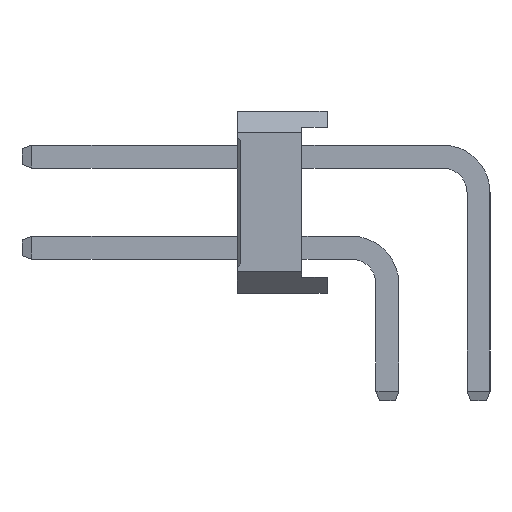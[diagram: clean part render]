
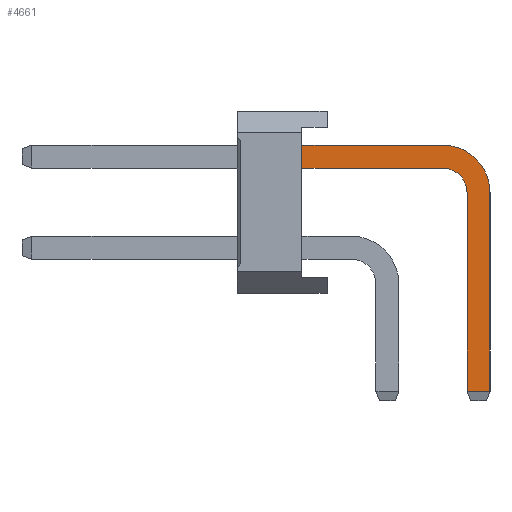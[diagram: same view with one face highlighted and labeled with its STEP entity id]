
A CAD part, left-side view. The second image highlights one B-rep face of the part: STEP entity #4661.
In plain terms, the highlighted planar face has unit normal (-1, 0, 0).
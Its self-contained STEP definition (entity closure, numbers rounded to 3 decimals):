
#4661=ADVANCED_FACE('',(#15059),#15061,.T.);
#15059=FACE_BOUND('',#15060,.T.);
#15060=EDGE_LOOP('',(#23265,#23266,#23267,#23268,#23269,#23270,#23271,#23272));
#15061=PLANE('',#15062);
#15062=AXIS2_PLACEMENT_3D('',#15063,#15064,#15065);
#15063=CARTESIAN_POINT('',(-0.32,-2.22,-3.));
#15064=DIRECTION('',(-1.,0.,0.));
#15065=DIRECTION('',(0.,-1.,0.));
#23265=ORIENTED_EDGE('',*,*,#28282,.T.);
#23266=ORIENTED_EDGE('',*,*,#28283,.T.);
#23267=ORIENTED_EDGE('',*,*,#28284,.T.);
#23268=ORIENTED_EDGE('',*,*,#28285,.T.);
#23269=ORIENTED_EDGE('',*,*,#26963,.T.);
#23270=ORIENTED_EDGE('',*,*,#28281,.F.);
#23271=ORIENTED_EDGE('',*,*,#28286,.F.);
#23272=ORIENTED_EDGE('',*,*,#28287,.F.);
#26963=EDGE_CURVE('',#30646,#30644,#30647,.T.);
#28281=EDGE_CURVE('',#32726,#30644,#32728,.T.);
#28282=EDGE_CURVE('',#32729,#32730,#32731,.T.);
#28283=EDGE_CURVE('',#32730,#32732,#32733,.T.);
#28284=EDGE_CURVE('',#32732,#32734,#32735,.T.);
#28285=EDGE_CURVE('',#32734,#30646,#32736,.T.);
#28286=EDGE_CURVE('',#32737,#32726,#32738,.T.);
#28287=EDGE_CURVE('',#32729,#32737,#32739,.T.);
#30644=VERTEX_POINT('',#36866);
#30646=VERTEX_POINT('',#36870);
#30647=LINE('',#36871,#36872);
#32726=VERTEX_POINT('',#41670);
#32728=LINE('',#41674,#41675);
#32729=VERTEX_POINT('',#41677);
#32730=VERTEX_POINT('',#41678);
#32731=LINE('',#41679,#41680);
#32732=VERTEX_POINT('',#41682);
#32733=LINE('',#41683,#41684);
#32734=VERTEX_POINT('',#41686);
#32735=CIRCLE('',#41687,1.32);
#32736=LINE('',#41691,#41692);
#32737=VERTEX_POINT('',#41694);
#32738=CIRCLE('',#41695,0.68);
#32739=LINE('',#41699,#41700);
#36866=CARTESIAN_POINT('',(-0.32,2.38,3.49));
#36870=CARTESIAN_POINT('',(-0.32,2.38,4.13));
#36871=CARTESIAN_POINT('',(-0.32,2.38,4.13));
#36872=VECTOR('',#36873,1.);
#36873=DIRECTION('',(0.,0.,-1.));
#41670=CARTESIAN_POINT('',(-0.32,-1.54,3.49));
#41674=CARTESIAN_POINT('',(-0.32,-1.54,3.49));
#41675=VECTOR('',#41676,1.);
#41676=DIRECTION('',(0.,1.,0.));
#41677=CARTESIAN_POINT('',(-0.32,-2.22,-2.725));
#41678=CARTESIAN_POINT('',(-0.32,-2.86,-2.725));
#41679=CARTESIAN_POINT('',(-0.32,-2.22,-2.725));
#41680=VECTOR('',#41681,1.);
#41681=DIRECTION('',(0.,-1.,0.));
#41682=CARTESIAN_POINT('',(-0.32,-2.86,2.81));
#41683=CARTESIAN_POINT('',(-0.32,-2.86,-2.725));
#41684=VECTOR('',#41685,1.);
#41685=DIRECTION('',(0.,0.,1.));
#41686=CARTESIAN_POINT('',(-0.32,-1.54,4.13));
#41687=AXIS2_PLACEMENT_3D('',#41688,#41689,#41690);
#41688=CARTESIAN_POINT('',(-0.32,-1.54,2.81));
#41689=DIRECTION('',(-1.,0.,0.));
#41690=DIRECTION('',(0.,-1.,0.));
#41691=CARTESIAN_POINT('',(-0.32,-1.54,4.13));
#41692=VECTOR('',#41693,1.);
#41693=DIRECTION('',(0.,1.,0.));
#41694=CARTESIAN_POINT('',(-0.32,-2.22,2.81));
#41695=AXIS2_PLACEMENT_3D('',#41696,#41697,#41698);
#41696=CARTESIAN_POINT('',(-0.32,-1.54,2.81));
#41697=DIRECTION('',(-1.,0.,0.));
#41698=DIRECTION('',(0.,-1.,0.));
#41699=CARTESIAN_POINT('',(-0.32,-2.22,-2.725));
#41700=VECTOR('',#41701,1.);
#41701=DIRECTION('',(0.,0.,1.));
